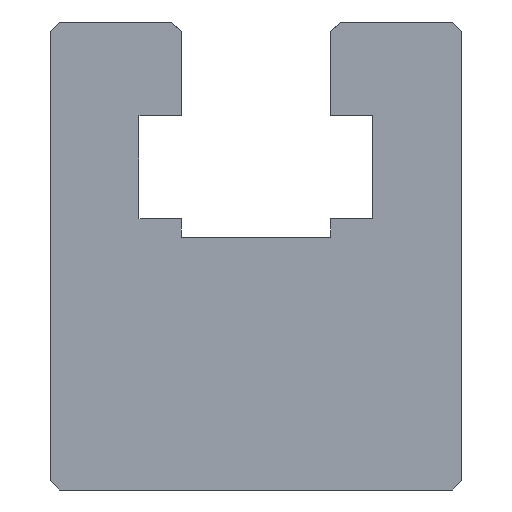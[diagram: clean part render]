
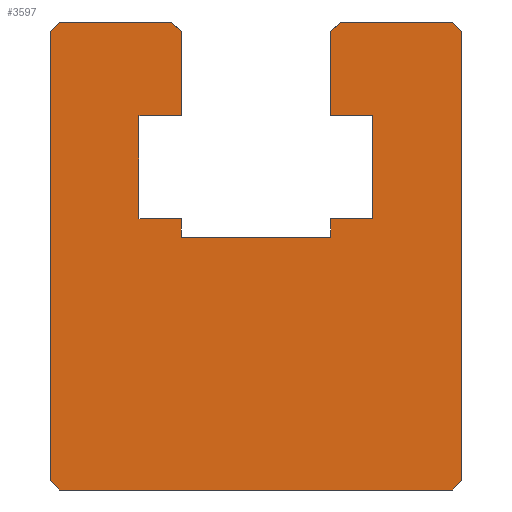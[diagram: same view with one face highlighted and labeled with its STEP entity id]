
A CAD part, front view. The second image highlights one B-rep face of the part: STEP entity #3597.
In plain terms, the highlighted planar face has unit normal (0, -1, 0).
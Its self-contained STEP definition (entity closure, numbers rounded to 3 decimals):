
#404=FACE_OUTER_BOUND('',#596,.T.);
#596=EDGE_LOOP('',(#2339,#2340,#2341,#2342,#2343,#2344,#2345,#2346,#2347,
#2348,#2349,#2350,#2351,#2352,#2353,#2354,#2355,#2356,#2357,#2358,#2359,
#2360));
#840=LINE('',#5181,#1132);
#844=LINE('',#5188,#1136);
#868=LINE('',#5262,#1160);
#869=LINE('',#5265,#1161);
#870=LINE('',#5267,#1162);
#871=LINE('',#5269,#1163);
#872=LINE('',#5271,#1164);
#873=LINE('',#5273,#1165);
#874=LINE('',#5275,#1166);
#875=LINE('',#5277,#1167);
#876=LINE('',#5279,#1168);
#877=LINE('',#5281,#1169);
#878=LINE('',#5283,#1170);
#879=LINE('',#5285,#1171);
#880=LINE('',#5287,#1172);
#881=LINE('',#5289,#1173);
#882=LINE('',#5291,#1174);
#883=LINE('',#5293,#1175);
#884=LINE('',#5295,#1176);
#885=LINE('',#5297,#1177);
#886=LINE('',#5299,#1178);
#887=LINE('',#5300,#1179);
#1132=VECTOR('',#4149,1.414);
#1136=VECTOR('',#4155,48.);
#1160=VECTOR('',#4209,1.414);
#1161=VECTOR('',#4212,12.);
#1162=VECTOR('',#4213,1.414);
#1163=VECTOR('',#4214,9.);
#1164=VECTOR('',#4215,4.5);
#1165=VECTOR('',#4216,11.);
#1166=VECTOR('',#4217,4.5);
#1167=VECTOR('',#4218,2.);
#1168=VECTOR('',#4219,16.);
#1169=VECTOR('',#4220,2.);
#1170=VECTOR('',#4221,4.5);
#1171=VECTOR('',#4222,11.);
#1172=VECTOR('',#4223,4.5);
#1173=VECTOR('',#4224,9.);
#1174=VECTOR('',#4225,1.414);
#1175=VECTOR('',#4226,12.);
#1176=VECTOR('',#4227,1.414);
#1177=VECTOR('',#4228,48.);
#1178=VECTOR('',#4229,1.414);
#1179=VECTOR('',#4230,42.);
#1424=VERTEX_POINT('',#5178);
#1425=VERTEX_POINT('',#5180);
#1427=VERTEX_POINT('',#5186);
#1462=VERTEX_POINT('',#5260);
#1463=VERTEX_POINT('',#5264);
#1464=VERTEX_POINT('',#5266);
#1465=VERTEX_POINT('',#5268);
#1466=VERTEX_POINT('',#5270);
#1467=VERTEX_POINT('',#5272);
#1468=VERTEX_POINT('',#5274);
#1469=VERTEX_POINT('',#5276);
#1470=VERTEX_POINT('',#5278);
#1471=VERTEX_POINT('',#5280);
#1472=VERTEX_POINT('',#5282);
#1473=VERTEX_POINT('',#5284);
#1474=VERTEX_POINT('',#5286);
#1475=VERTEX_POINT('',#5288);
#1476=VERTEX_POINT('',#5290);
#1477=VERTEX_POINT('',#5292);
#1478=VERTEX_POINT('',#5294);
#1479=VERTEX_POINT('',#5296);
#1480=VERTEX_POINT('',#5298);
#1778=EDGE_CURVE('',#1424,#1425,#840,.T.);
#1782=EDGE_CURVE('',#1424,#1427,#844,.T.);
#1819=EDGE_CURVE('',#1462,#1427,#868,.T.);
#1820=EDGE_CURVE('',#1462,#1463,#869,.T.);
#1821=EDGE_CURVE('',#1464,#1463,#870,.T.);
#1822=EDGE_CURVE('',#1464,#1465,#871,.T.);
#1823=EDGE_CURVE('',#1465,#1466,#872,.T.);
#1824=EDGE_CURVE('',#1466,#1467,#873,.T.);
#1825=EDGE_CURVE('',#1467,#1468,#874,.T.);
#1826=EDGE_CURVE('',#1468,#1469,#875,.T.);
#1827=EDGE_CURVE('',#1470,#1469,#876,.T.);
#1828=EDGE_CURVE('',#1471,#1470,#877,.T.);
#1829=EDGE_CURVE('',#1472,#1471,#878,.T.);
#1830=EDGE_CURVE('',#1473,#1472,#879,.T.);
#1831=EDGE_CURVE('',#1474,#1473,#880,.T.);
#1832=EDGE_CURVE('',#1475,#1474,#881,.T.);
#1833=EDGE_CURVE('',#1476,#1475,#882,.T.);
#1834=EDGE_CURVE('',#1477,#1476,#883,.T.);
#1835=EDGE_CURVE('',#1478,#1477,#884,.T.);
#1836=EDGE_CURVE('',#1479,#1478,#885,.T.);
#1837=EDGE_CURVE('',#1480,#1479,#886,.T.);
#1838=EDGE_CURVE('',#1425,#1480,#887,.T.);
#2339=ORIENTED_EDGE('',*,*,#1778,.F.);
#2340=ORIENTED_EDGE('',*,*,#1782,.T.);
#2341=ORIENTED_EDGE('',*,*,#1819,.F.);
#2342=ORIENTED_EDGE('',*,*,#1820,.T.);
#2343=ORIENTED_EDGE('',*,*,#1821,.F.);
#2344=ORIENTED_EDGE('',*,*,#1822,.T.);
#2345=ORIENTED_EDGE('',*,*,#1823,.T.);
#2346=ORIENTED_EDGE('',*,*,#1824,.T.);
#2347=ORIENTED_EDGE('',*,*,#1825,.T.);
#2348=ORIENTED_EDGE('',*,*,#1826,.T.);
#2349=ORIENTED_EDGE('',*,*,#1827,.F.);
#2350=ORIENTED_EDGE('',*,*,#1828,.F.);
#2351=ORIENTED_EDGE('',*,*,#1829,.F.);
#2352=ORIENTED_EDGE('',*,*,#1830,.F.);
#2353=ORIENTED_EDGE('',*,*,#1831,.F.);
#2354=ORIENTED_EDGE('',*,*,#1832,.F.);
#2355=ORIENTED_EDGE('',*,*,#1833,.F.);
#2356=ORIENTED_EDGE('',*,*,#1834,.F.);
#2357=ORIENTED_EDGE('',*,*,#1835,.F.);
#2358=ORIENTED_EDGE('',*,*,#1836,.F.);
#2359=ORIENTED_EDGE('',*,*,#1837,.F.);
#2360=ORIENTED_EDGE('',*,*,#1838,.F.);
#3322=PLANE('',#3792);
#3597=ADVANCED_FACE('',(#404),#3322,.T.);
#3792=AXIS2_PLACEMENT_3D('',#5263,#4210,#4211);
#4149=DIRECTION('',(-0.707,0.,-0.707));
#4155=DIRECTION('',(0.,0.,1.));
#4209=DIRECTION('',(0.707,0.,-0.707));
#4210=DIRECTION('center_axis',(0.,-1.,0.));
#4211=DIRECTION('ref_axis',(0.,0.,-1.));
#4212=DIRECTION('',(-1.,0.,0.));
#4213=DIRECTION('',(0.707,0.,0.707));
#4214=DIRECTION('',(0.,0.,-1.));
#4215=DIRECTION('',(1.,0.,0.));
#4216=DIRECTION('',(0.,0.,-1.));
#4217=DIRECTION('',(-1.,0.,0.));
#4218=DIRECTION('',(0.,0.,-1.));
#4219=DIRECTION('',(1.,0.,0.));
#4220=DIRECTION('',(0.,0.,-1.));
#4221=DIRECTION('',(1.,0.,0.));
#4222=DIRECTION('',(0.,0.,-1.));
#4223=DIRECTION('',(-1.,0.,0.));
#4224=DIRECTION('',(0.,0.,-1.));
#4225=DIRECTION('',(0.707,0.,-0.707));
#4226=DIRECTION('',(1.,0.,0.));
#4227=DIRECTION('',(0.707,0.,0.707));
#4228=DIRECTION('',(0.,0.,1.));
#4229=DIRECTION('',(-0.707,0.,0.707));
#4230=DIRECTION('',(-1.,0.,0.));
#5178=CARTESIAN_POINT('',(22.,0.,1.));
#5180=CARTESIAN_POINT('',(21.,0.,0.));
#5181=CARTESIAN_POINT('',(18.969,0.,-2.031));
#5186=CARTESIAN_POINT('',(22.,0.,49.));
#5188=CARTESIAN_POINT('',(22.,0.,0.));
#5260=CARTESIAN_POINT('',(21.,0.,50.));
#5262=CARTESIAN_POINT('',(19.29,0.,51.71));
#5263=CARTESIAN_POINT('Origin',(-12.482,0.,24.356));
#5264=CARTESIAN_POINT('',(9.,0.,50.));
#5265=CARTESIAN_POINT('',(22.,0.,50.));
#5266=CARTESIAN_POINT('',(8.,0.,49.));
#5267=CARTESIAN_POINT('',(-3.031,0.,37.969));
#5268=CARTESIAN_POINT('',(8.,0.,40.));
#5269=CARTESIAN_POINT('',(8.,0.,50.));
#5270=CARTESIAN_POINT('',(12.5,0.,40.));
#5271=CARTESIAN_POINT('',(8.,0.,40.));
#5272=CARTESIAN_POINT('',(12.5,0.,29.));
#5273=CARTESIAN_POINT('',(12.5,0.,40.));
#5274=CARTESIAN_POINT('',(8.,0.,29.));
#5275=CARTESIAN_POINT('',(12.5,0.,29.));
#5276=CARTESIAN_POINT('',(8.,0.,27.));
#5277=CARTESIAN_POINT('',(8.,0.,29.));
#5278=CARTESIAN_POINT('',(-8.,0.,27.));
#5279=CARTESIAN_POINT('',(-8.,0.,27.));
#5280=CARTESIAN_POINT('',(-8.,0.,29.));
#5281=CARTESIAN_POINT('',(-8.,0.,29.));
#5282=CARTESIAN_POINT('',(-12.5,0.,29.));
#5283=CARTESIAN_POINT('',(-12.5,0.,29.));
#5284=CARTESIAN_POINT('',(-12.5,0.,40.));
#5285=CARTESIAN_POINT('',(-12.5,0.,40.));
#5286=CARTESIAN_POINT('',(-8.,0.,40.));
#5287=CARTESIAN_POINT('',(-8.,0.,40.));
#5288=CARTESIAN_POINT('',(-8.,0.,49.));
#5289=CARTESIAN_POINT('',(-8.,0.,50.));
#5290=CARTESIAN_POINT('',(-9.,0.,50.));
#5291=CARTESIAN_POINT('',(-3.21,0.,44.21));
#5292=CARTESIAN_POINT('',(-21.,0.,50.));
#5293=CARTESIAN_POINT('',(-22.,0.,50.));
#5294=CARTESIAN_POINT('',(-22.,0.,49.));
#5295=CARTESIAN_POINT('',(-25.531,0.,45.469));
#5296=CARTESIAN_POINT('',(-22.,0.,1.));
#5297=CARTESIAN_POINT('',(-22.,0.,0.));
#5298=CARTESIAN_POINT('',(-21.,0.,0.));
#5299=CARTESIAN_POINT('',(-25.21,0.,4.21));
#5300=CARTESIAN_POINT('',(0.,0.,0.));
